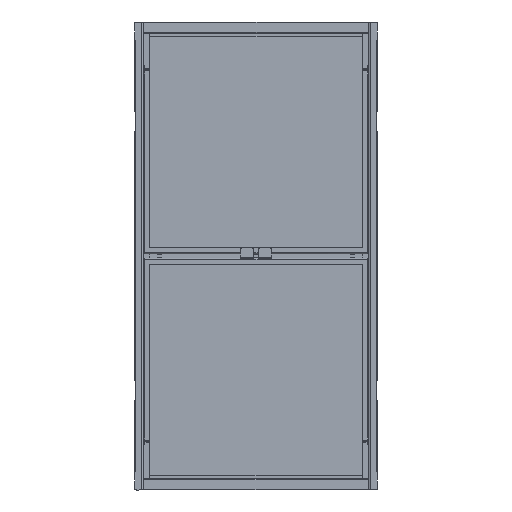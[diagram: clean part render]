
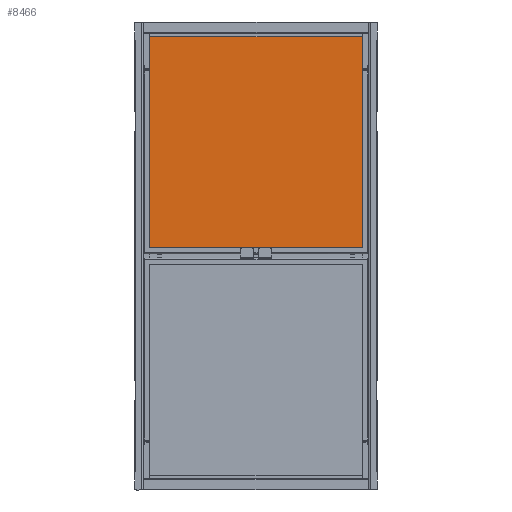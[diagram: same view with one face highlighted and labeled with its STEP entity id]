
A CAD part, front view. The second image highlights one B-rep face of the part: STEP entity #8466.
In plain terms, the highlighted face is planar.
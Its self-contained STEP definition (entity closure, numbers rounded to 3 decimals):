
#140 = ORIENTED_EDGE ( 'NONE', *, *, #12389, .F. ) ;
#1492 = VECTOR ( 'NONE', #25880, 1000. ) ;
#2236 = CARTESIAN_POINT ( 'NONE',  ( -295., -293., 0. ) ) ;
#2752 = VERTEX_POINT ( 'NONE', #23436 ) ;
#3152 = DIRECTION ( 'NONE',  ( 0., 1., 0. ) ) ;
#3521 = CARTESIAN_POINT ( 'NONE',  ( -295., -293., 0. ) ) ;
#4962 = CARTESIAN_POINT ( 'NONE',  ( 295., -293., 0. ) ) ;
#5736 = ORIENTED_EDGE ( 'NONE', *, *, #27314, .F. ) ;
#6143 = EDGE_CURVE ( 'NONE', #12275, #12911, #10307, .T. ) ;
#6171 = EDGE_CURVE ( 'NONE', #12911, #20073, #17264, .T. ) ;
#7901 = PLANE ( 'NONE',  #15611 ) ;
#8466 = ADVANCED_FACE ( 'NONE', ( #20956 ), #7901, .F. ) ;
#10307 = LINE ( 'NONE', #27417, #25919 ) ;
#10357 = CARTESIAN_POINT ( 'NONE',  ( 295., 293., 0. ) ) ;
#10483 = LINE ( 'NONE', #10357, #11017 ) ;
#11015 = VECTOR ( 'NONE', #3152, 1000. ) ;
#11017 = VECTOR ( 'NONE', #18847, 1000. ) ;
#12275 = VERTEX_POINT ( 'NONE', #26519 ) ;
#12389 = EDGE_CURVE ( 'NONE', #12275, #2752, #22225, .T. ) ;
#12911 = VERTEX_POINT ( 'NONE', #3521 ) ;
#13399 = ORIENTED_EDGE ( 'NONE', *, *, #6171, .T. ) ;
#15611 = AXIS2_PLACEMENT_3D ( 'NONE', #18468, #24990, #27084 ) ;
#15913 = EDGE_LOOP ( 'NONE', ( #140, #19863, #13399, #5736 ) ) ;
#17264 = LINE ( 'NONE', #2236, #1492 ) ;
#18468 = CARTESIAN_POINT ( 'NONE',  ( 0., 0., 0. ) ) ;
#18847 = DIRECTION ( 'NONE',  ( -1., 0., 0. ) ) ;
#19863 = ORIENTED_EDGE ( 'NONE', *, *, #6143, .T. ) ;
#20073 = VERTEX_POINT ( 'NONE', #23688 ) ;
#20956 = FACE_OUTER_BOUND ( 'NONE', #15913, .T. ) ;
#22225 = LINE ( 'NONE', #4962, #11015 ) ;
#23436 = CARTESIAN_POINT ( 'NONE',  ( 295., 293., 0. ) ) ;
#23688 = CARTESIAN_POINT ( 'NONE',  ( -295., 293., 0. ) ) ;
#24990 = DIRECTION ( 'NONE',  ( 0., 0., 1. ) ) ;
#25327 = DIRECTION ( 'NONE',  ( -1., 0., 0. ) ) ;
#25880 = DIRECTION ( 'NONE',  ( 0., 1., 0. ) ) ;
#25919 = VECTOR ( 'NONE', #25327, 1000. ) ;
#26519 = CARTESIAN_POINT ( 'NONE',  ( 295., -293., 0. ) ) ;
#27084 = DIRECTION ( 'NONE',  ( 1., 0., 0. ) ) ;
#27314 = EDGE_CURVE ( 'NONE', #2752, #20073, #10483, .T. ) ;
#27417 = CARTESIAN_POINT ( 'NONE',  ( 295., -293., 0. ) ) ;
